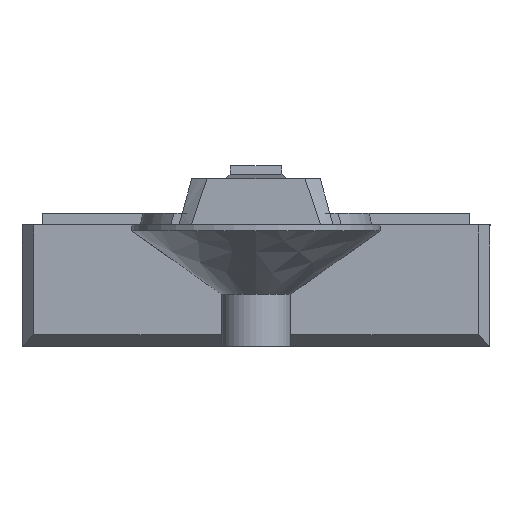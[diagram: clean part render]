
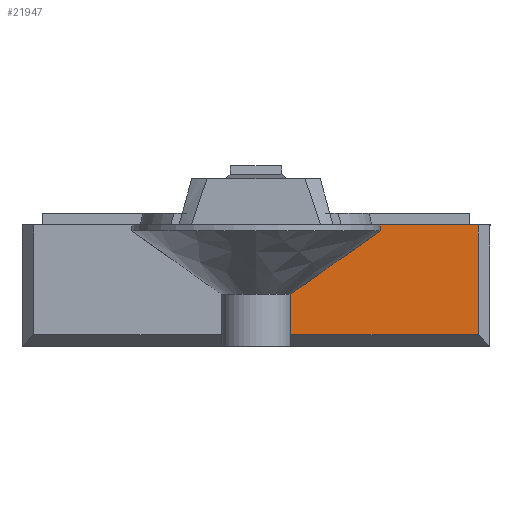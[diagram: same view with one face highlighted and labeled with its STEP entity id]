
A CAD part, left-side view. The second image highlights one B-rep face of the part: STEP entity #21947.
In plain terms, the highlighted planar face has unit normal (-1, 0, 0).
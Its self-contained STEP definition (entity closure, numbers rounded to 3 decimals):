
#403 = EDGE_CURVE ( 'NONE', #33761, #20527, #11555, .T. ) ;
#1109 = CARTESIAN_POINT ( 'NONE',  ( 4553.388, -38.5, 54.878 ) ) ;
#1292 = CARTESIAN_POINT ( 'NONE',  ( 4553.388, -38.5, 35.878 ) ) ;
#1804 = CARTESIAN_POINT ( 'NONE',  ( 4553.388, -21.5, 54.878 ) ) ;
#2573 = CARTESIAN_POINT ( 'NONE',  ( 4553.388, -21.5, 54.878 ) ) ;
#4487 = DIRECTION ( 'NONE',  ( 0., -1., 0. ) ) ;
#5840 = ORIENTED_EDGE ( 'NONE', *, *, #23836, .T. ) ;
#6079 = EDGE_CURVE ( 'NONE', #19121, #8226, #16856, .T. ) ;
#6295 = DIRECTION ( 'NONE',  ( 0., 0., -1. ) ) ;
#7524 = EDGE_CURVE ( 'NONE', #22659, #19121, #26673, .T. ) ;
#7901 = FACE_OUTER_BOUND ( 'NONE', #24653, .T. ) ;
#8226 = VERTEX_POINT ( 'NONE', #13728 ) ;
#9296 = AXIS2_PLACEMENT_3D ( 'NONE', #11992, #30865, #14709 ) ;
#10336 = VECTOR ( 'NONE', #34025, 1000. ) ;
#10934 = DIRECTION ( 'NONE',  ( 0., 0.816, -0.579 ) ) ;
#11555 = LINE ( 'NONE', #31838, #30556 ) ;
#11992 = CARTESIAN_POINT ( 'NONE',  ( 4553.388, -38.5, 54.878 ) ) ;
#12139 = DIRECTION ( 'NONE',  ( 0., -1., 0. ) ) ;
#12352 = VECTOR ( 'NONE', #10934, 1000. ) ;
#13728 = CARTESIAN_POINT ( 'NONE',  ( 4553.388, -6., 35.878 ) ) ;
#14352 = ORIENTED_EDGE ( 'NONE', *, *, #6079, .T. ) ;
#14545 = CARTESIAN_POINT ( 'NONE',  ( 4553.388, -6., 54.878 ) ) ;
#14709 = DIRECTION ( 'NONE',  ( 0., 0., 1. ) ) ;
#15041 = CARTESIAN_POINT ( 'NONE',  ( 4553.388, -38.5, 54.878 ) ) ;
#15372 = CARTESIAN_POINT ( 'NONE',  ( 4553.388, -6., 42.878 ) ) ;
#16684 = LINE ( 'NONE', #15041, #10336 ) ;
#16856 = LINE ( 'NONE', #14545, #23158 ) ;
#17693 = CARTESIAN_POINT ( 'NONE',  ( 4553.388, -38.5, 35.878 ) ) ;
#18093 = ORIENTED_EDGE ( 'NONE', *, *, #403, .F. ) ;
#19121 = VERTEX_POINT ( 'NONE', #15372 ) ;
#19208 = CARTESIAN_POINT ( 'NONE',  ( 4553.388, -21.5, 53.878 ) ) ;
#20527 = VERTEX_POINT ( 'NONE', #1109 ) ;
#21539 = DIRECTION ( 'NONE',  ( 0., 0., -1. ) ) ;
#21947 = ADVANCED_FACE ( 'NONE', ( #7901 ), #33462, .T. ) ;
#22659 = VERTEX_POINT ( 'NONE', #28063 ) ;
#23158 = VECTOR ( 'NONE', #6295, 1000. ) ;
#23450 = VECTOR ( 'NONE', #12139, 1000. ) ;
#23683 = ORIENTED_EDGE ( 'NONE', *, *, #7524, .T. ) ;
#23836 = EDGE_CURVE ( 'NONE', #8226, #32738, #24751, .T. ) ;
#23967 = LINE ( 'NONE', #2573, #34095 ) ;
#24137 = ORIENTED_EDGE ( 'NONE', *, *, #29064, .T. ) ;
#24653 = EDGE_LOOP ( 'NONE', ( #18093, #24137, #23683, #14352, #5840, #28869 ) ) ;
#24751 = LINE ( 'NONE', #1292, #23450 ) ;
#25009 = EDGE_CURVE ( 'NONE', #32738, #20527, #16684, .T. ) ;
#26673 = LINE ( 'NONE', #19208, #12352 ) ;
#28063 = CARTESIAN_POINT ( 'NONE',  ( 4553.388, -21.5, 53.878 ) ) ;
#28869 = ORIENTED_EDGE ( 'NONE', *, *, #25009, .T. ) ;
#29064 = EDGE_CURVE ( 'NONE', #33761, #22659, #23967, .T. ) ;
#30556 = VECTOR ( 'NONE', #4487, 1000. ) ;
#30865 = DIRECTION ( 'NONE',  ( -1., 0., 0. ) ) ;
#31838 = CARTESIAN_POINT ( 'NONE',  ( 4553.388, -39.27, 54.878 ) ) ;
#32738 = VERTEX_POINT ( 'NONE', #17693 ) ;
#33462 = PLANE ( 'NONE',  #9296 ) ;
#33761 = VERTEX_POINT ( 'NONE', #1804 ) ;
#34025 = DIRECTION ( 'NONE',  ( 0., 0., 1. ) ) ;
#34095 = VECTOR ( 'NONE', #21539, 1000. ) ;
